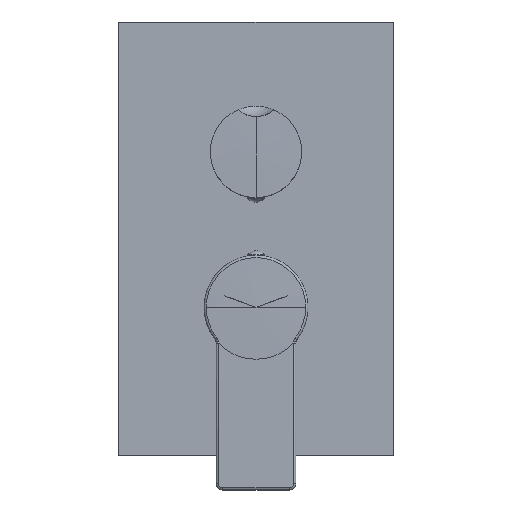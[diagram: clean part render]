
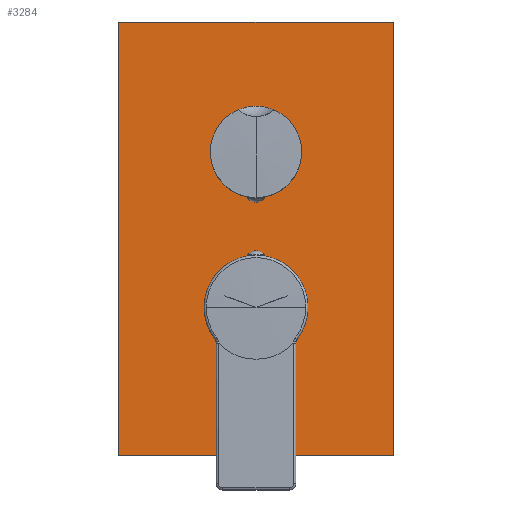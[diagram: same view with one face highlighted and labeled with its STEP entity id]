
A CAD part, top view. The second image highlights one B-rep face of the part: STEP entity #3284.
In plain terms, the highlighted planar face has unit normal (0, 0, 1).
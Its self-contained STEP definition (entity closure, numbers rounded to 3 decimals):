
#1019=CARTESIAN_POINT('',(0.,68.,55.5));
#1020=DIRECTION('',(0.,0.,-1.));
#1021=DIRECTION('',(-1.,0.,0.));
#1022=AXIS2_PLACEMENT_3D('',#1019,#1020,#1021);
#1033=CARTESIAN_POINT('',(0.,68.,55.5));
#1034=DIRECTION('',(0.,0.,-1.));
#1035=DIRECTION('',(1.,0.,0.));
#1036=AXIS2_PLACEMENT_3D('',#1033,#1034,#1035);
#1042=DIRECTION('',(0.,1.,0.));
#1043=VECTOR('',#1042,190.);
#1044=CARTESIAN_POINT('',(60.,-65.,55.5));
#1045=LINE('',#1044,#1043);
#1046=DIRECTION('',(1.,0.,0.));
#1047=VECTOR('',#1046,120.);
#1048=CARTESIAN_POINT('',(-60.,-65.,55.5));
#1049=LINE('',#1048,#1047);
#1050=DIRECTION('',(0.,-1.,0.));
#1051=VECTOR('',#1050,190.);
#1052=CARTESIAN_POINT('',(-60.,125.,55.5));
#1053=LINE('',#1052,#1051);
#1054=DIRECTION('',(-1.,0.,0.));
#1055=VECTOR('',#1054,120.);
#1056=CARTESIAN_POINT('',(60.,125.,55.5));
#1057=LINE('',#1056,#1055);
#1090=CARTESIAN_POINT('',(0.,0.,55.5));
#1091=DIRECTION('',(0.,0.,-1.));
#1092=DIRECTION('',(-1.,0.,0.));
#1093=AXIS2_PLACEMENT_3D('',#1090,#1091,#1092);
#1100=CARTESIAN_POINT('',(0.,0.,55.5));
#1101=DIRECTION('',(0.,0.,-1.));
#1102=DIRECTION('',(1.,0.,0.));
#1103=AXIS2_PLACEMENT_3D('',#1100,#1101,#1102);
#1695=CARTESIAN_POINT('',(60.,-65.,55.5));
#1696=CARTESIAN_POINT('',(60.,125.,55.5));
#1697=VERTEX_POINT('',#1695);
#1698=VERTEX_POINT('',#1696);
#1699=CARTESIAN_POINT('',(-60.,125.,55.5));
#1700=VERTEX_POINT('',#1699);
#1701=CARTESIAN_POINT('',(-60.,-65.,55.5));
#1702=VERTEX_POINT('',#1701);
#1707=CARTESIAN_POINT('',(-22.4,0.,55.5));
#1708=CARTESIAN_POINT('',(22.4,0.,55.5));
#1709=VERTEX_POINT('',#1707);
#1710=VERTEX_POINT('',#1708);
#1711=CARTESIAN_POINT('',(-9.35,68.,55.5));
#1712=CARTESIAN_POINT('',(9.35,68.,55.5));
#1713=VERTEX_POINT('',#1711);
#1714=VERTEX_POINT('',#1712);
#3259=CARTESIAN_POINT('',(0.,30.,55.5));
#3260=DIRECTION('',(0.,0.,1.));
#3261=DIRECTION('',(-1.,0.,0.));
#3262=AXIS2_PLACEMENT_3D('',#3259,#3260,#3261);
#3263=PLANE('',#3262);
#3265=ORIENTED_EDGE('',*,*,#3264,.F.);
#3267=ORIENTED_EDGE('',*,*,#3266,.F.);
#3269=ORIENTED_EDGE('',*,*,#3268,.F.);
#3271=ORIENTED_EDGE('',*,*,#3270,.F.);
#3272=EDGE_LOOP('',(#3265,#3267,#3269,#3271));
#3273=FACE_OUTER_BOUND('',#3272,.F.);
#3274=ORIENTED_EDGE('',*,*,#3225,.F.);
#3275=ORIENTED_EDGE('',*,*,#3246,.F.);
#3276=EDGE_LOOP('',(#3274,#3275));
#3277=FACE_BOUND('',#3276,.F.);
#3279=ORIENTED_EDGE('',*,*,#3278,.F.);
#3281=ORIENTED_EDGE('',*,*,#3280,.F.);
#3282=EDGE_LOOP('',(#3279,#3281));
#3283=FACE_BOUND('',#3282,.F.);
#3284=ADVANCED_FACE('',(#3273,#3277,#3283),#3263,.T.);
#1023=CIRCLE('',#1022,9.35);
#1037=CIRCLE('',#1036,9.35);
#1094=CIRCLE('',#1093,22.4);
#1104=CIRCLE('',#1103,22.4);
#3225=EDGE_CURVE('',#1713,#1714,#1023,.T.);
#3246=EDGE_CURVE('',#1714,#1713,#1037,.T.);
#3264=EDGE_CURVE('',#1697,#1698,#1045,.T.);
#3266=EDGE_CURVE('',#1702,#1697,#1049,.T.);
#3268=EDGE_CURVE('',#1700,#1702,#1053,.T.);
#3270=EDGE_CURVE('',#1698,#1700,#1057,.T.);
#3278=EDGE_CURVE('',#1709,#1710,#1094,.T.);
#3280=EDGE_CURVE('',#1710,#1709,#1104,.T.);
